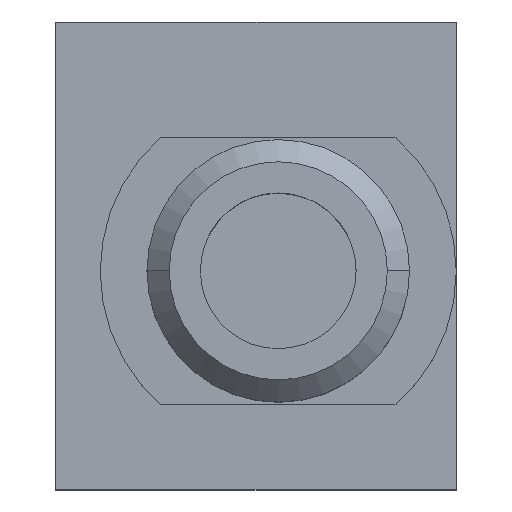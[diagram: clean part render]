
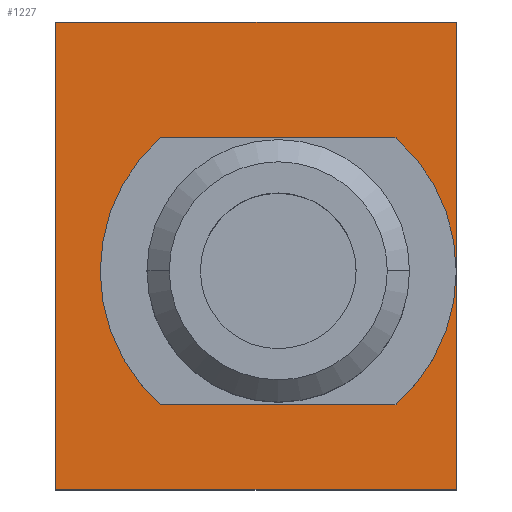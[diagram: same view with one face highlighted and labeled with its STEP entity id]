
A CAD part, top view. The second image highlights one B-rep face of the part: STEP entity #1227.
In plain terms, the highlighted planar face has unit normal (0, 0, 1).
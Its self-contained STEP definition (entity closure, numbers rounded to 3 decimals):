
#42 = DIRECTION ( 'NONE',  ( 1., 0., 0. ) ) ;
#66 = CARTESIAN_POINT ( 'NONE',  ( 0., 0., 9. ) ) ;
#93 = ORIENTED_EDGE ( 'NONE', *, *, #461, .F. ) ;
#139 = CARTESIAN_POINT ( 'NONE',  ( 0., -4.9, 9. ) ) ;
#159 = VERTEX_POINT ( 'NONE', #1762 ) ;
#162 = CARTESIAN_POINT ( 'NONE',  ( -2.646, -3., 9. ) ) ;
#170 = EDGE_CURVE ( 'NONE', #1194, #1108, #524, .T. ) ;
#179 = CARTESIAN_POINT ( 'NONE',  ( 0., 0., 9. ) ) ;
#184 = CARTESIAN_POINT ( 'NONE',  ( 0., 0., 9. ) ) ;
#228 = EDGE_CURVE ( 'NONE', #1740, #1194, #1615, .T. ) ;
#237 = CARTESIAN_POINT ( 'NONE',  ( 0., 3., 9. ) ) ;
#240 = DIRECTION ( 'NONE',  ( 0., -1., 0. ) ) ;
#257 = ORIENTED_EDGE ( 'NONE', *, *, #705, .F. ) ;
#268 = CARTESIAN_POINT ( 'NONE',  ( 2.646, -3., 9. ) ) ;
#307 = CARTESIAN_POINT ( 'NONE',  ( -2.646, 3., 9. ) ) ;
#311 = PLANE ( 'NONE',  #1135 ) ;
#316 = CARTESIAN_POINT ( 'NONE',  ( -5., 5.6, 9. ) ) ;
#354 = VERTEX_POINT ( 'NONE', #677 ) ;
#360 = LINE ( 'NONE', #780, #526 ) ;
#368 = DIRECTION ( 'NONE',  ( 0., 0., 1. ) ) ;
#376 = ORIENTED_EDGE ( 'NONE', *, *, #1167, .F. ) ;
#377 = CIRCLE ( 'NONE', #858, 4. ) ;
#392 = VERTEX_POINT ( 'NONE', #307 ) ;
#404 = CARTESIAN_POINT ( 'NONE',  ( 0., 5.6, 9. ) ) ;
#419 = ORIENTED_EDGE ( 'NONE', *, *, #1603, .T. ) ;
#422 = VECTOR ( 'NONE', #1332, 1000. ) ;
#451 = DIRECTION ( 'NONE',  ( 1., 0., 0. ) ) ;
#461 = EDGE_CURVE ( 'NONE', #1108, #1033, #360, .T. ) ;
#470 = DIRECTION ( 'NONE',  ( 0., 0., 1. ) ) ;
#510 = VECTOR ( 'NONE', #807, 1000. ) ;
#524 = LINE ( 'NONE', #762, #571 ) ;
#525 = EDGE_CURVE ( 'NONE', #392, #159, #1245, .T. ) ;
#526 = VECTOR ( 'NONE', #1060, 1000. ) ;
#553 = DIRECTION ( 'NONE',  ( 1., 0., 0. ) ) ;
#571 = VECTOR ( 'NONE', #240, 1000. ) ;
#572 = CARTESIAN_POINT ( 'NONE',  ( 4., -4.9, 9. ) ) ;
#578 = CARTESIAN_POINT ( 'NONE',  ( 0., 0., 9. ) ) ;
#594 = CARTESIAN_POINT ( 'NONE',  ( 4., 0., 9. ) ) ;
#602 = DIRECTION ( 'NONE',  ( 1., 0., 0. ) ) ;
#644 = DIRECTION ( 'NONE',  ( 1., 0., 0. ) ) ;
#663 = DIRECTION ( 'NONE',  ( 0., -1., 0. ) ) ;
#677 = CARTESIAN_POINT ( 'NONE',  ( -4., 0., 9. ) ) ;
#705 = EDGE_CURVE ( 'NONE', #907, #1108, #377, .T. ) ;
#706 = CIRCLE ( 'NONE', #1418, 4. ) ;
#734 = ORIENTED_EDGE ( 'NONE', *, *, #901, .F. ) ;
#751 = CARTESIAN_POINT ( 'NONE',  ( 0., 0., 9. ) ) ;
#752 = VERTEX_POINT ( 'NONE', #162 ) ;
#762 = CARTESIAN_POINT ( 'NONE',  ( 4., 0., 9. ) ) ;
#780 = CARTESIAN_POINT ( 'NONE',  ( 4., 0., 9. ) ) ;
#798 = ORIENTED_EDGE ( 'NONE', *, *, #170, .F. ) ;
#807 = DIRECTION ( 'NONE',  ( 1., 0., 0. ) ) ;
#811 = CIRCLE ( 'NONE', #1246, 4. ) ;
#833 = AXIS2_PLACEMENT_3D ( 'NONE', #66, #1435, #895 ) ;
#852 = VECTOR ( 'NONE', #644, 1000. ) ;
#855 = DIRECTION ( 'NONE',  ( 0., 0., 1. ) ) ;
#858 = AXIS2_PLACEMENT_3D ( 'NONE', #179, #855, #451 ) ;
#887 = VECTOR ( 'NONE', #553, 1000. ) ;
#890 = CARTESIAN_POINT ( 'NONE',  ( -5., -4.9, 9. ) ) ;
#895 = DIRECTION ( 'NONE',  ( 1., 0., 0. ) ) ;
#896 = EDGE_CURVE ( 'NONE', #1740, #1309, #1574, .T. ) ;
#898 = DIRECTION ( 'NONE',  ( 1., 0., 0. ) ) ;
#901 = EDGE_CURVE ( 'NONE', #752, #907, #1608, .T. ) ;
#907 = VERTEX_POINT ( 'NONE', #268 ) ;
#992 = EDGE_LOOP ( 'NONE', ( #376, #798, #1703, #1285, #419, #93, #257, #734, #1067, #1260, #1444 ) ) ;
#1033 = VERTEX_POINT ( 'NONE', #572 ) ;
#1060 = DIRECTION ( 'NONE',  ( 0., -1., 0. ) ) ;
#1067 = ORIENTED_EDGE ( 'NONE', *, *, #1100, .F. ) ;
#1068 = CARTESIAN_POINT ( 'NONE',  ( 0., -3., 9. ) ) ;
#1100 = EDGE_CURVE ( 'NONE', #354, #752, #811, .T. ) ;
#1108 = VERTEX_POINT ( 'NONE', #594 ) ;
#1135 = AXIS2_PLACEMENT_3D ( 'NONE', #751, #368, #898 ) ;
#1167 = EDGE_CURVE ( 'NONE', #1108, #159, #706, .T. ) ;
#1169 = LINE ( 'NONE', #139, #510 ) ;
#1188 = VECTOR ( 'NONE', #663, 1000. ) ;
#1194 = VERTEX_POINT ( 'NONE', #1412 ) ;
#1227 = ADVANCED_FACE ( 'NONE', ( #1256 ), #311, .T. ) ;
#1245 = LINE ( 'NONE', #237, #852 ) ;
#1246 = AXIS2_PLACEMENT_3D ( 'NONE', #578, #1689, #602 ) ;
#1256 = FACE_OUTER_BOUND ( 'NONE', #992, .T. ) ;
#1260 = ORIENTED_EDGE ( 'NONE', *, *, #1276, .F. ) ;
#1276 = EDGE_CURVE ( 'NONE', #392, #354, #1299, .T. ) ;
#1285 = ORIENTED_EDGE ( 'NONE', *, *, #896, .T. ) ;
#1299 = CIRCLE ( 'NONE', #833, 4. ) ;
#1309 = VERTEX_POINT ( 'NONE', #890 ) ;
#1332 = DIRECTION ( 'NONE',  ( 1., 0., 0. ) ) ;
#1412 = CARTESIAN_POINT ( 'NONE',  ( 4., 5.6, 9. ) ) ;
#1418 = AXIS2_PLACEMENT_3D ( 'NONE', #184, #470, #42 ) ;
#1435 = DIRECTION ( 'NONE',  ( 0., 0., 1. ) ) ;
#1444 = ORIENTED_EDGE ( 'NONE', *, *, #525, .T. ) ;
#1491 = CARTESIAN_POINT ( 'NONE',  ( -5., 0., 9. ) ) ;
#1574 = LINE ( 'NONE', #1491, #1188 ) ;
#1603 = EDGE_CURVE ( 'NONE', #1309, #1033, #1169, .T. ) ;
#1608 = LINE ( 'NONE', #1068, #887 ) ;
#1615 = LINE ( 'NONE', #404, #422 ) ;
#1689 = DIRECTION ( 'NONE',  ( 0., 0., 1. ) ) ;
#1703 = ORIENTED_EDGE ( 'NONE', *, *, #228, .F. ) ;
#1740 = VERTEX_POINT ( 'NONE', #316 ) ;
#1762 = CARTESIAN_POINT ( 'NONE',  ( 2.646, 3., 9. ) ) ;
